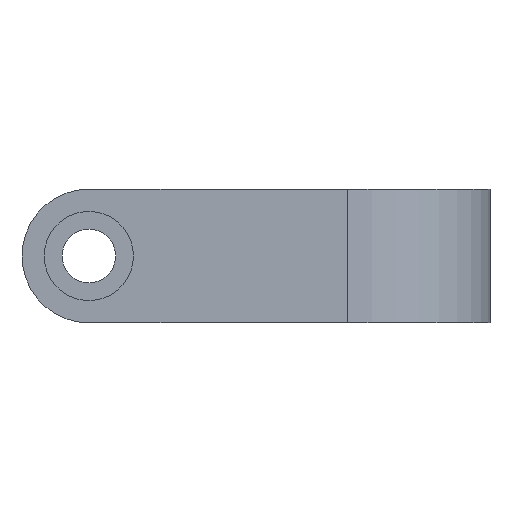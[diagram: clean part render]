
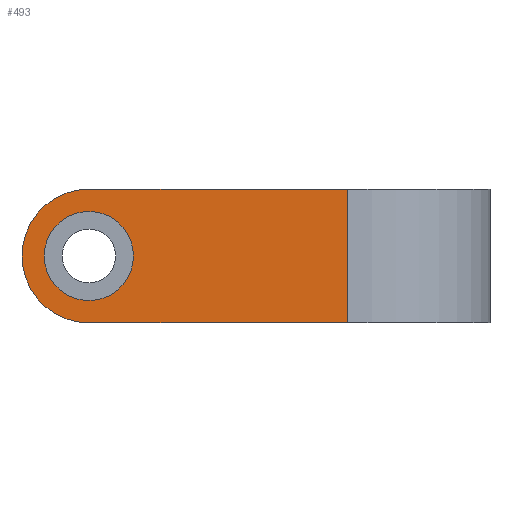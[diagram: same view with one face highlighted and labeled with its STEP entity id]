
A CAD part, front view. The second image highlights one B-rep face of the part: STEP entity #493.
In plain terms, the highlighted planar face has unit normal (0, -1, 0).
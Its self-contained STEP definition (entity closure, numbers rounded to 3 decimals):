
#43 = DIRECTION ( 'NONE',  ( 0., -1., 0. ) ) ;
#84 = ORIENTED_EDGE ( 'NONE', *, *, #1267, .F. ) ;
#88 = AXIS2_PLACEMENT_3D ( 'NONE', #514, #1136, #1575 ) ;
#93 = CARTESIAN_POINT ( 'NONE',  ( -175., 0., 0. ) ) ;
#204 = CARTESIAN_POINT ( 'NONE',  ( -175., 0., -37.5 ) ) ;
#221 = DIRECTION ( 'NONE',  ( -1., 0., 0. ) ) ;
#261 = EDGE_CURVE ( 'NONE', #699, #1547, #1761, .T. ) ;
#274 = ORIENTED_EDGE ( 'NONE', *, *, #900, .T. ) ;
#331 = EDGE_LOOP ( 'NONE', ( #274, #1621 ) ) ;
#362 = LINE ( 'NONE', #685, #1335 ) ;
#369 = DIRECTION ( 'NONE',  ( 0., 0., -1. ) ) ;
#436 = AXIS2_PLACEMENT_3D ( 'NONE', #93, #501, #1118 ) ;
#493 = ADVANCED_FACE ( 'NONE', ( #658, #1262 ), #1411, .T. ) ;
#501 = DIRECTION ( 'NONE',  ( 0., 1., 0. ) ) ;
#514 = CARTESIAN_POINT ( 'NONE',  ( -175., 0., 0. ) ) ;
#531 = CIRCLE ( 'NONE', #436, 25. ) ;
#550 = CARTESIAN_POINT ( 'NONE',  ( -30., 0., -37.5 ) ) ;
#577 = CARTESIAN_POINT ( 'NONE',  ( -30., 0., 37.5 ) ) ;
#658 = FACE_BOUND ( 'NONE', #331, .T. ) ;
#685 = CARTESIAN_POINT ( 'NONE',  ( -30., 0., -37.5 ) ) ;
#699 = VERTEX_POINT ( 'NONE', #1231 ) ;
#728 = AXIS2_PLACEMENT_3D ( 'NONE', #1055, #1506, #1063 ) ;
#772 = VERTEX_POINT ( 'NONE', #1097 ) ;
#785 = CARTESIAN_POINT ( 'NONE',  ( -30., 0., 10. ) ) ;
#788 = VECTOR ( 'NONE', #1328, 1000. ) ;
#811 = EDGE_CURVE ( 'NONE', #772, #1218, #819, .T. ) ;
#819 = CIRCLE ( 'NONE', #88, 37.5 ) ;
#857 = CARTESIAN_POINT ( 'NONE',  ( -175., 0., 25. ) ) ;
#900 = EDGE_CURVE ( 'NONE', #1547, #699, #531, .T. ) ;
#954 = VECTOR ( 'NONE', #369, 1000. ) ;
#974 = LINE ( 'NONE', #1581, #954 ) ;
#1036 = VERTEX_POINT ( 'NONE', #550 ) ;
#1055 = CARTESIAN_POINT ( 'NONE',  ( -175., 0., 0. ) ) ;
#1063 = DIRECTION ( 'NONE',  ( 0., 0., 1. ) ) ;
#1097 = CARTESIAN_POINT ( 'NONE',  ( -175., 0., 37.5 ) ) ;
#1118 = DIRECTION ( 'NONE',  ( 0., 0., 1. ) ) ;
#1136 = DIRECTION ( 'NONE',  ( 0., -1., 0. ) ) ;
#1209 = ORIENTED_EDGE ( 'NONE', *, *, #1377, .T. ) ;
#1218 = VERTEX_POINT ( 'NONE', #204 ) ;
#1231 = CARTESIAN_POINT ( 'NONE',  ( -175., 0., -25. ) ) ;
#1238 = EDGE_CURVE ( 'NONE', #1036, #1218, #362, .T. ) ;
#1262 = FACE_OUTER_BOUND ( 'NONE', #1950, .T. ) ;
#1267 = EDGE_CURVE ( 'NONE', #1865, #1036, #974, .T. ) ;
#1309 = LINE ( 'NONE', #1788, #788 ) ;
#1328 = DIRECTION ( 'NONE',  ( -1., 0., 0. ) ) ;
#1335 = VECTOR ( 'NONE', #221, 1000. ) ;
#1377 = EDGE_CURVE ( 'NONE', #1865, #772, #1309, .T. ) ;
#1411 = PLANE ( 'NONE',  #1572 ) ;
#1506 = DIRECTION ( 'NONE',  ( 0., 1., 0. ) ) ;
#1520 = ORIENTED_EDGE ( 'NONE', *, *, #811, .T. ) ;
#1547 = VERTEX_POINT ( 'NONE', #857 ) ;
#1551 = DIRECTION ( 'NONE',  ( 1., 0., 0. ) ) ;
#1572 = AXIS2_PLACEMENT_3D ( 'NONE', #785, #43, #1551 ) ;
#1575 = DIRECTION ( 'NONE',  ( 0., 0., -1. ) ) ;
#1581 = CARTESIAN_POINT ( 'NONE',  ( -30., 0., 10. ) ) ;
#1599 = ORIENTED_EDGE ( 'NONE', *, *, #1238, .F. ) ;
#1621 = ORIENTED_EDGE ( 'NONE', *, *, #261, .T. ) ;
#1761 = CIRCLE ( 'NONE', #728, 25. ) ;
#1788 = CARTESIAN_POINT ( 'NONE',  ( -30., 0., 37.5 ) ) ;
#1865 = VERTEX_POINT ( 'NONE', #577 ) ;
#1950 = EDGE_LOOP ( 'NONE', ( #1209, #1520, #1599, #84 ) ) ;
